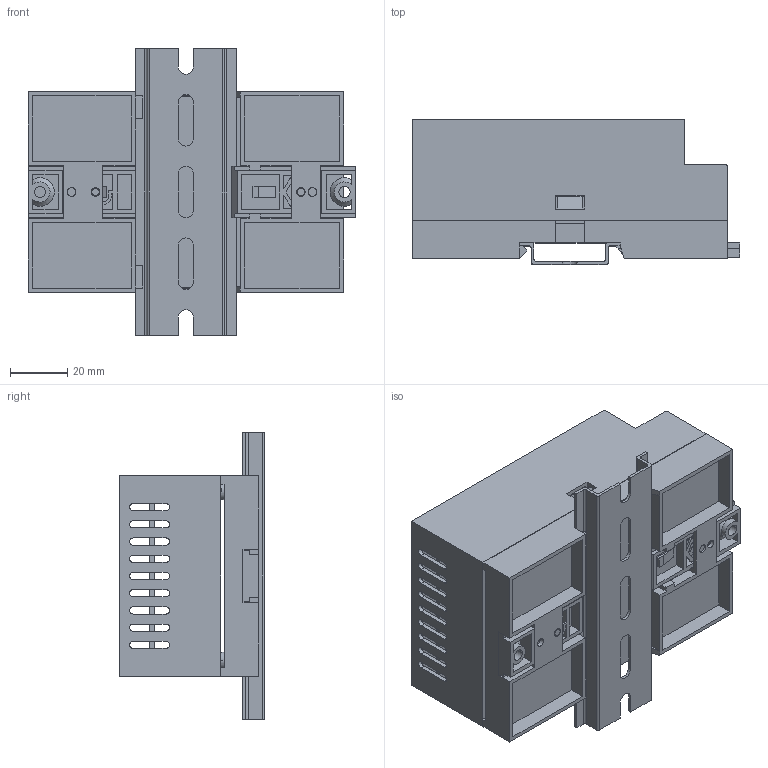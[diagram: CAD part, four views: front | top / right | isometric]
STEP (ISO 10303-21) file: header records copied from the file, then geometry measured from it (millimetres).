
FILE_DESCRIPTION (( 'STEP AP214' ), '1' );
FILE_NAME ('CEBV-70-01.STEP', '2023-02-02T07:20:55', ( '' ), ( '' ), 'SwSTEP 2.0', 'SolidWorks 2017', '' );
FILE_SCHEMA (( 'AUTOMOTIVE_DESIGN' ));
Length unit declared in the file: millimetre
Products named in the file (10): Clip-Big; Screw-small; Base PCB-MDP-70-01; Clip-Small; Base plate - MDB-70 - New; CEBV-70-01; Screw-smallest; TopCover-CEBC-70; Rail-35; CEEP-70
Assembly tree (13 placements, depth 2):
  CEBV-70-01
    Base plate - MDB-70 - New
    Clip-Small
    Clip-Big
    Base PCB-MDP-70-01
    Screw-small  x2
    Rail-35
    Screw-smallest  x4
    CEEP-70
    TopCover-CEBC-70
Bounding box: 114.3 x 50.55 x 100 mm (x, y, z)
Volume: 74205.8 mm3; surface area: 105577.8 mm2
Topology: 13 solids, 13 shells, 788 faces, 2182 edges, 1426 vertices
Faces by surface type: plane 465, cylinder 245, cone 40, torus 22, bspline 16
Entity records: 22820 total; most frequent: CARTESIAN_POINT 4146, ORIENTED_EDGE 3824, DIRECTION 3718, EDGE_CURVE 1912, VECTOR 1372, LINE 1372, VERTEX_POINT 1259, AXIS2_PLACEMENT_3D 1173
